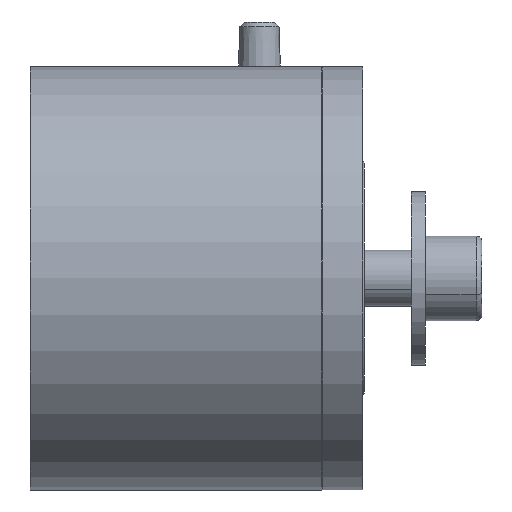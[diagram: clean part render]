
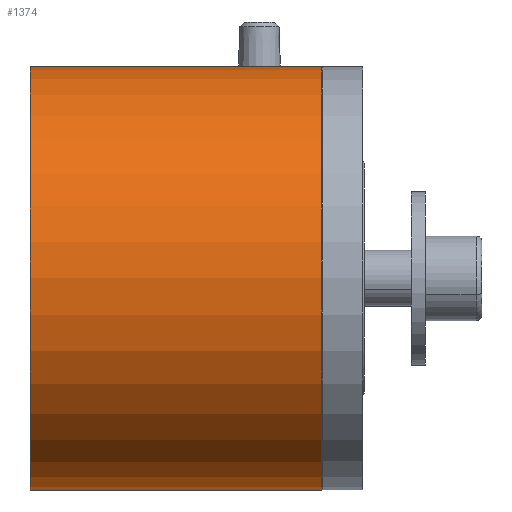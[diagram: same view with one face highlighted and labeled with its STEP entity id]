
A CAD part, front view. The second image highlights one B-rep face of the part: STEP entity #1374.
In plain terms, the highlighted cylindrical face has radius 45 mm (diameter 90 mm), a partial arc.
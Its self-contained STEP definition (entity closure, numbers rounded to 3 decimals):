
#740 = AXIS2_PLACEMENT_3D ( 'NONE', #4856, #13885, #8162 ) ;
#982 = DIRECTION ( 'NONE',  ( 0., 0., 1. ) ) ;
#1005 = VERTEX_POINT ( 'NONE', #4742 ) ;
#1080 = DIRECTION ( 'NONE',  ( -1., 0., 0. ) ) ;
#1374 = ADVANCED_FACE ( 'NONE', ( #13731 ), #5608, .T. ) ;
#1428 = DIRECTION ( 'NONE',  ( -1., 0., 0. ) ) ;
#1698 = LINE ( 'NONE', #4460, #12803 ) ;
#2179 = ORIENTED_EDGE ( 'NONE', *, *, #10982, .F. ) ;
#2384 = CIRCLE ( 'NONE', #13646, 45. ) ;
#2451 = EDGE_LOOP ( 'NONE', ( #2179, #13725, #5998, #2591 ) ) ;
#2591 = ORIENTED_EDGE ( 'NONE', *, *, #3522, .F. ) ;
#2815 = CIRCLE ( 'NONE', #740, 45. ) ;
#3522 = EDGE_CURVE ( 'NONE', #12553, #1005, #2384, .T. ) ;
#4460 = CARTESIAN_POINT ( 'NONE',  ( -39.259, 0., -45. ) ) ;
#4603 = VERTEX_POINT ( 'NONE', #9024 ) ;
#4742 = CARTESIAN_POINT ( 'NONE',  ( 0., 0., 45. ) ) ;
#4856 = CARTESIAN_POINT ( 'NONE',  ( 62., 0., 0. ) ) ;
#4967 = CARTESIAN_POINT ( 'NONE',  ( 0., 0., -45. ) ) ;
#5608 = CYLINDRICAL_SURFACE ( 'NONE', #10821, 45. ) ;
#5998 = ORIENTED_EDGE ( 'NONE', *, *, #9205, .T. ) ;
#6688 = CARTESIAN_POINT ( 'NONE',  ( -39.259, 0., 0. ) ) ;
#7232 = EDGE_CURVE ( 'NONE', #4603, #11588, #2815, .T. ) ;
#7731 = LINE ( 'NONE', #9321, #11617 ) ;
#8162 = DIRECTION ( 'NONE',  ( 0., 0., 1. ) ) ;
#8764 = DIRECTION ( 'NONE',  ( -1., 0., 0. ) ) ;
#9024 = CARTESIAN_POINT ( 'NONE',  ( 62., 0., -45. ) ) ;
#9205 = EDGE_CURVE ( 'NONE', #11588, #1005, #7731, .T. ) ;
#9321 = CARTESIAN_POINT ( 'NONE',  ( -39.259, 0., 45. ) ) ;
#9378 = CARTESIAN_POINT ( 'NONE',  ( 0., 0., 0. ) ) ;
#10821 = AXIS2_PLACEMENT_3D ( 'NONE', #6688, #1080, #982 ) ;
#10982 = EDGE_CURVE ( 'NONE', #4603, #12553, #1698, .T. ) ;
#11527 = DIRECTION ( 'NONE',  ( 0., 0., 1. ) ) ;
#11588 = VERTEX_POINT ( 'NONE', #13311 ) ;
#11617 = VECTOR ( 'NONE', #12801, 1000. ) ;
#12553 = VERTEX_POINT ( 'NONE', #4967 ) ;
#12801 = DIRECTION ( 'NONE',  ( -1., 0., 0. ) ) ;
#12803 = VECTOR ( 'NONE', #8764, 1000. ) ;
#13311 = CARTESIAN_POINT ( 'NONE',  ( 62., 0., 45. ) ) ;
#13646 = AXIS2_PLACEMENT_3D ( 'NONE', #9378, #1428, #11527 ) ;
#13725 = ORIENTED_EDGE ( 'NONE', *, *, #7232, .T. ) ;
#13731 = FACE_OUTER_BOUND ( 'NONE', #2451, .T. ) ;
#13885 = DIRECTION ( 'NONE',  ( -1., 0., 0. ) ) ;
